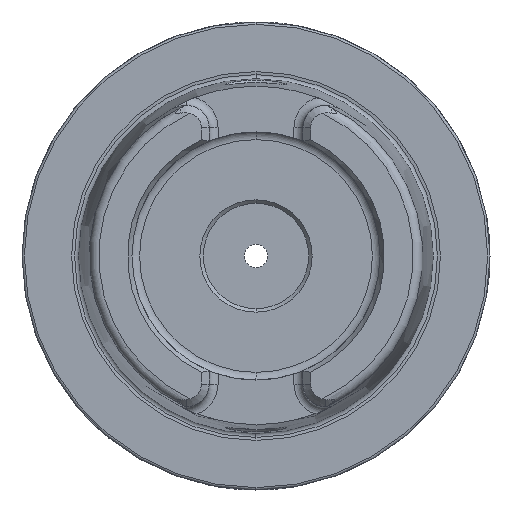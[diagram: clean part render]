
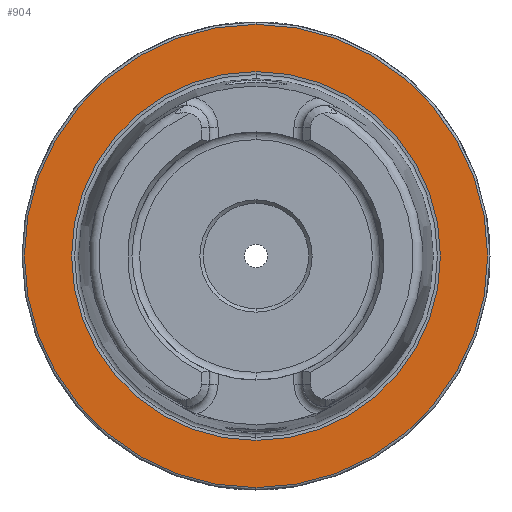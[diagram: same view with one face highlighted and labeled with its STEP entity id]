
A CAD part, left-side view. The second image highlights one B-rep face of the part: STEP entity #904.
In plain terms, the highlighted planar face has unit normal (-1, 0, 0).
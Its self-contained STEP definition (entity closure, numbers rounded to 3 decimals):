
#5 = EDGE_LOOP ( 'NONE', ( #7654, #7655 ) ) ;
#904 = ADVANCED_FACE ( 'NONE', ( #3152, #3159 ), #3160, .F. ) ;
#1977 = EDGE_LOOP ( 'NONE', ( #7652, #7653 ) ) ;
#2397 = CARTESIAN_POINT ( 'NONE',  ( 0., 0., 49.5 ) ) ;
#2590 = VERTEX_POINT ( 'NONE', #2397 ) ;
#3152 = FACE_BOUND ( 'NONE', #1977, .T. ) ;
#3155 = DIRECTION ( 'NONE',  ( 1., 0., 0. ) ) ;
#3157 = CARTESIAN_POINT ( 'NONE',  ( 0., 49.5, 0. ) ) ;
#3159 = FACE_OUTER_BOUND ( 'NONE', #5, .T. ) ;
#3160 = PLANE ( 'NONE',  #10220 ) ;
#3162 = DIRECTION ( 'NONE',  ( 0., 0., -1. ) ) ;
#3306 = VERTEX_POINT ( 'NONE', #5898 ) ;
#3334 = VERTEX_POINT ( 'NONE', #5926 ) ;
#3364 = VERTEX_POINT ( 'NONE', #5956 ) ;
#4211 = CARTESIAN_POINT ( 'NONE',  ( 0., 0., 0. ) ) ;
#4212 = DIRECTION ( 'NONE',  ( -1., 0., 0. ) ) ;
#4213 = DIRECTION ( 'NONE',  ( 0., 0., 1. ) ) ;
#4214 = CARTESIAN_POINT ( 'NONE',  ( 0., 0., 0. ) ) ;
#4215 = DIRECTION ( 'NONE',  ( -1., 0., 0. ) ) ;
#4216 = DIRECTION ( 'NONE',  ( 0., 0., 1. ) ) ;
#5403 = CIRCLE ( 'NONE', #5406, 49.5 ) ;
#5405 = CIRCLE ( 'NONE', #5408, 39.405 ) ;
#5406 = AXIS2_PLACEMENT_3D ( 'NONE', #4211, #4212, #4213 ) ;
#5408 = AXIS2_PLACEMENT_3D ( 'NONE', #4214, #4215, #4216 ) ;
#5898 = CARTESIAN_POINT ( 'NONE',  ( 0., 0., 39.405 ) ) ;
#5926 = CARTESIAN_POINT ( 'NONE',  ( 0., 0., -39.405 ) ) ;
#5956 = CARTESIAN_POINT ( 'NONE',  ( 0., 0., -49.5 ) ) ;
#6699 = CARTESIAN_POINT ( 'NONE',  ( 0., 0., 0. ) ) ;
#6700 = DIRECTION ( 'NONE',  ( -1., 0., 0. ) ) ;
#6701 = DIRECTION ( 'NONE',  ( 0., 0., 1. ) ) ;
#6711 = CARTESIAN_POINT ( 'NONE',  ( 0., 0., 0. ) ) ;
#6712 = DIRECTION ( 'NONE',  ( -1., 0., 0. ) ) ;
#6713 = DIRECTION ( 'NONE',  ( 0., 0., 1. ) ) ;
#7652 = ORIENTED_EDGE ( 'NONE', *, *, #7881, .F. ) ;
#7653 = ORIENTED_EDGE ( 'NONE', *, *, #7815, .F. ) ;
#7654 = ORIENTED_EDGE ( 'NONE', *, *, #7819, .T. ) ;
#7655 = ORIENTED_EDGE ( 'NONE', *, *, #7880, .T. ) ;
#7815 = EDGE_CURVE ( 'NONE', #3334, #3306, #8874, .T. ) ;
#7819 = EDGE_CURVE ( 'NONE', #2590, #3364, #8882, .T. ) ;
#7880 = EDGE_CURVE ( 'NONE', #3364, #2590, #5403, .T. ) ;
#7881 = EDGE_CURVE ( 'NONE', #3306, #3334, #5405, .T. ) ;
#8874 = CIRCLE ( 'NONE', #8878, 39.405 ) ;
#8878 = AXIS2_PLACEMENT_3D ( 'NONE', #6699, #6700, #6701 ) ;
#8882 = CIRCLE ( 'NONE', #8885, 49.5 ) ;
#8885 = AXIS2_PLACEMENT_3D ( 'NONE', #6711, #6712, #6713 ) ;
#10220 = AXIS2_PLACEMENT_3D ( 'NONE', #3157, #3155, #3162 ) ;
